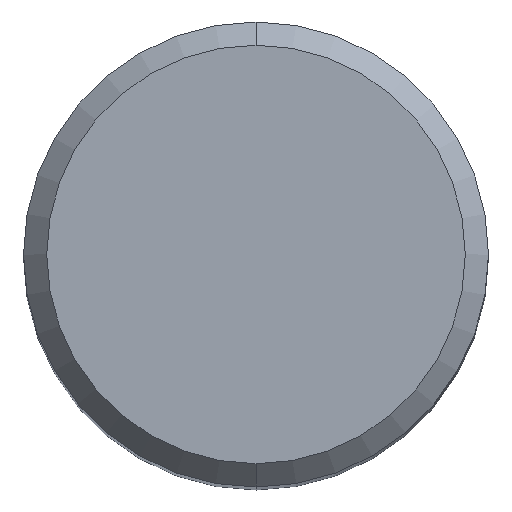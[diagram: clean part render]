
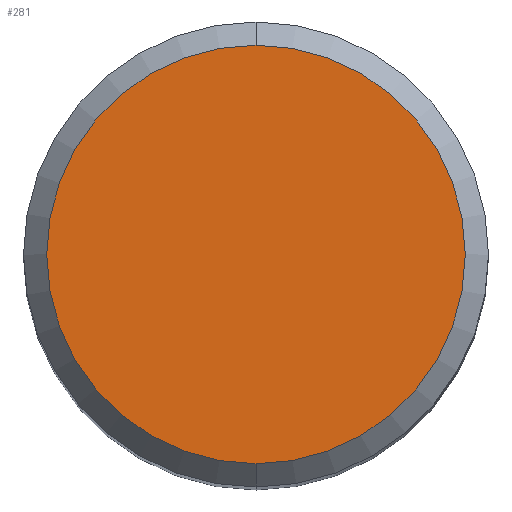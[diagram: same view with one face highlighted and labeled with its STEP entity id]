
A CAD part, top view. The second image highlights one B-rep face of the part: STEP entity #281.
In plain terms, the highlighted planar face has unit normal (0, 0, 1).
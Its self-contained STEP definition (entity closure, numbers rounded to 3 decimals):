
#185=EDGE_CURVE('',#277,#327,#476,.T.);
#223=EDGE_CURVE('',#327,#277,#517,.T.);
#277=VERTEX_POINT('',#576);
#281=ADVANCED_FACE('',(#580),#581,.T.);
#327=VERTEX_POINT('',#632);
#476=CIRCLE('',#817,5.4);
#517=CIRCLE('',#924,5.4);
#576=CARTESIAN_POINT('',(0.,-5.4,0.));
#580=FACE_OUTER_BOUND('',#1125,.T.);
#581=PLANE('',#1126);
#632=CARTESIAN_POINT('',(0.0,5.4,0.));
#817=AXIS2_PLACEMENT_3D('',#1447,#1448,#1449);
#924=AXIS2_PLACEMENT_3D('',#1478,#1479,#1480);
#1125=EDGE_LOOP('',(#1554,#1555));
#1126=AXIS2_PLACEMENT_3D('',#1556,#1557,#1558);
#1447=CARTESIAN_POINT('',(0.0,0.0,0.));
#1448=DIRECTION('',(0.0,0.0,-1.0));
#1449=DIRECTION('',(0.0,1.0,0.0));
#1478=CARTESIAN_POINT('',(0.0,0.0,0.));
#1479=DIRECTION('',(0.0,0.0,-1.0));
#1480=DIRECTION('',(0.0,1.0,0.0));
#1554=ORIENTED_EDGE('',*,*,#223,.F.);
#1555=ORIENTED_EDGE('',*,*,#185,.F.);
#1556=CARTESIAN_POINT('',(0.0,2.7,0.));
#1557=DIRECTION('',(-0.0,0.0,1.0));
#1558=DIRECTION('',(0.0,-1.0,0.0));
